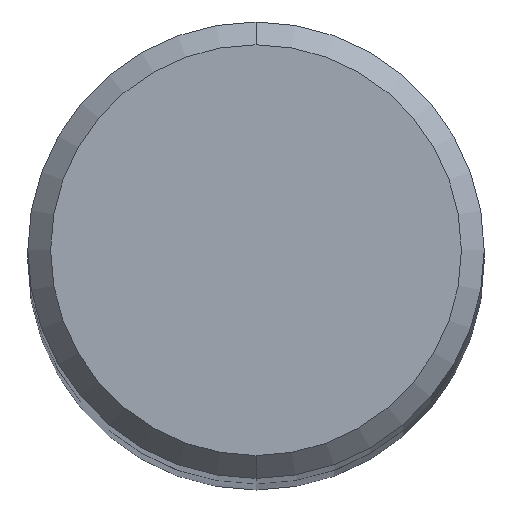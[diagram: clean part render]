
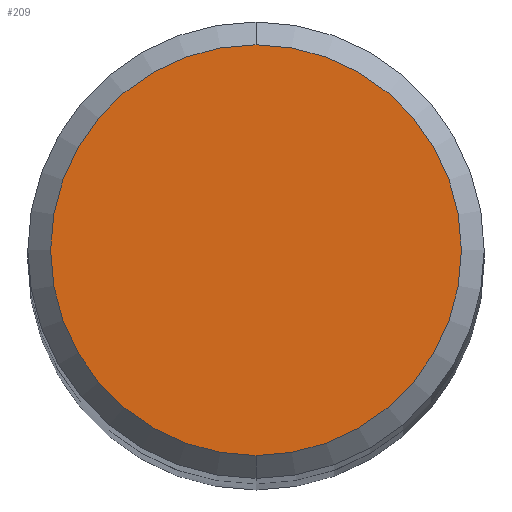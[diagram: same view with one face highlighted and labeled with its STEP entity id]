
A CAD part, top view. The second image highlights one B-rep face of the part: STEP entity #209.
In plain terms, the highlighted planar face has unit normal (0, 0, 1).
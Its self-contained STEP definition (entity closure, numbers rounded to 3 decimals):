
#197=VERTEX_POINT('',#458);
#209=ADVANCED_FACE('',(#470),#471,.T.);
#245=EDGE_CURVE('',#197,#287,#511,.T.);
#287=VERTEX_POINT('',#558);
#305=EDGE_CURVE('',#287,#197,#576,.T.);
#458=CARTESIAN_POINT('',(0.,-3.6,52.0));
#470=FACE_OUTER_BOUND('',#836,.T.);
#471=PLANE('',#837);
#511=CIRCLE('',#931,3.6);
#558=CARTESIAN_POINT('',(0.0,3.6,52.0));
#576=CIRCLE('',#1091,3.6);
#836=EDGE_LOOP('',(#1311,#1312));
#837=AXIS2_PLACEMENT_3D('',#1313,#1314,#1315);
#931=AXIS2_PLACEMENT_3D('',#1357,#1358,#1359);
#1091=AXIS2_PLACEMENT_3D('',#1430,#1431,#1432);
#1311=ORIENTED_EDGE('',*,*,#305,.F.);
#1312=ORIENTED_EDGE('',*,*,#245,.F.);
#1313=CARTESIAN_POINT('',(0.0,1.8,52.0));
#1314=DIRECTION('',(0.0,0.0,1.0));
#1315=DIRECTION('',(0.0,-1.0,0.0));
#1357=CARTESIAN_POINT('',(0.0,0.0,52.0));
#1358=DIRECTION('',(0.0,0.0,-1.0));
#1359=DIRECTION('',(0.0,1.0,0.0));
#1430=CARTESIAN_POINT('',(0.0,0.0,52.0));
#1431=DIRECTION('',(0.0,0.0,-1.0));
#1432=DIRECTION('',(0.0,1.0,0.0));
